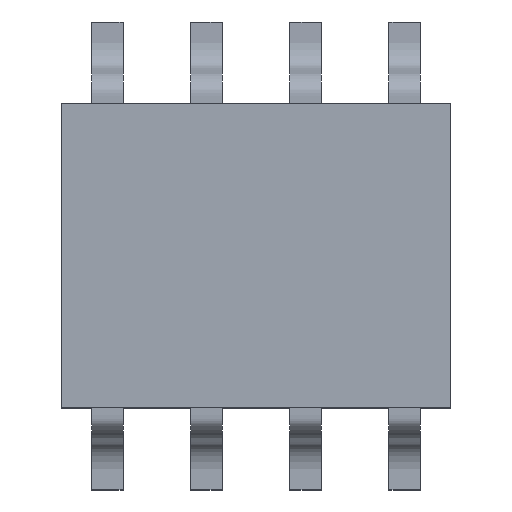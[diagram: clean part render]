
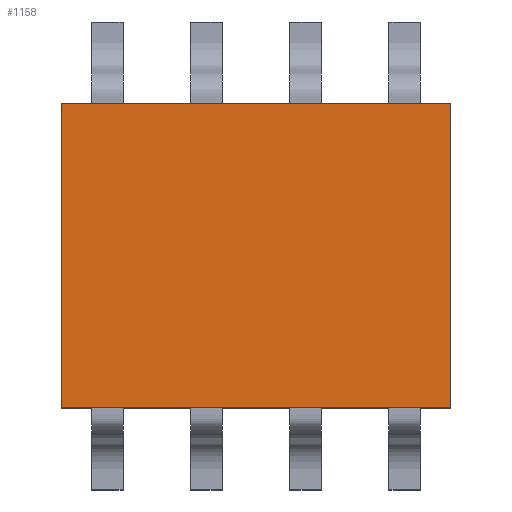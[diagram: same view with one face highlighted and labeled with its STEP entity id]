
A CAD part, top view. The second image highlights one B-rep face of the part: STEP entity #1158.
In plain terms, the highlighted planar face has unit normal (0, 0, 1).
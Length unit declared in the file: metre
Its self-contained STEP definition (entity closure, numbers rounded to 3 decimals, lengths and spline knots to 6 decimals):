
#380=ORIENTED_EDGE('',*,*,#534,.F.);
#381=ORIENTED_EDGE('',*,*,#538,.T.);
#382=ORIENTED_EDGE('',*,*,#541,.T.);
#383=ORIENTED_EDGE('',*,*,#543,.F.);
#534=EDGE_CURVE('',#642,#643,#762,.T.);
#538=EDGE_CURVE('',#642,#645,#766,.T.);
#541=EDGE_CURVE('',#645,#647,#769,.T.);
#543=EDGE_CURVE('',#643,#647,#771,.T.);
#642=VERTEX_POINT('',#2468);
#643=VERTEX_POINT('',#2470);
#645=VERTEX_POINT('',#2476);
#647=VERTEX_POINT('',#2482);
#762=LINE('',#2469,#886);
#766=LINE('',#2477,#890);
#769=LINE('',#2483,#893);
#771=LINE('',#2486,#895);
#886=VECTOR('',#1554,1.);
#890=VECTOR('',#1560,1.);
#893=VECTOR('',#1565,1.);
#895=VECTOR('',#1569,1.);
#964=EDGE_LOOP('',(#380,#381,#382,#383));
#1034=FACE_BOUND('',#964,.T.);
#1088=PLANE('',#1322);
#1158=ADVANCED_FACE('',(#1034),#1088,.T.);
#1322=AXIS2_PLACEMENT_3D('',#2487,#1570,#1571);
#1554=DIRECTION('',(1.,0.,0.));
#1560=DIRECTION('',(0.,-1.,0.));
#1565=DIRECTION('',(1.,0.,0.));
#1569=DIRECTION('',(0.,-1.,0.));
#1570=DIRECTION('',(0.,0.,1.));
#1571=DIRECTION('',(1.,0.,0.));
#2468=CARTESIAN_POINT('',(-0.0025,0.00195,0.00145));
#2469=CARTESIAN_POINT('',(0.,0.00195,0.00145));
#2470=CARTESIAN_POINT('',(0.0025,0.00195,0.00145));
#2476=CARTESIAN_POINT('',(-0.0025,-0.00195,0.00145));
#2477=CARTESIAN_POINT('',(-0.0025,0.,0.00145));
#2482=CARTESIAN_POINT('',(0.0025,-0.00195,0.00145));
#2483=CARTESIAN_POINT('',(0.,-0.00195,0.00145));
#2486=CARTESIAN_POINT('',(0.0025,0.,0.00145));
#2487=CARTESIAN_POINT('',(0.,0.,0.00145));
